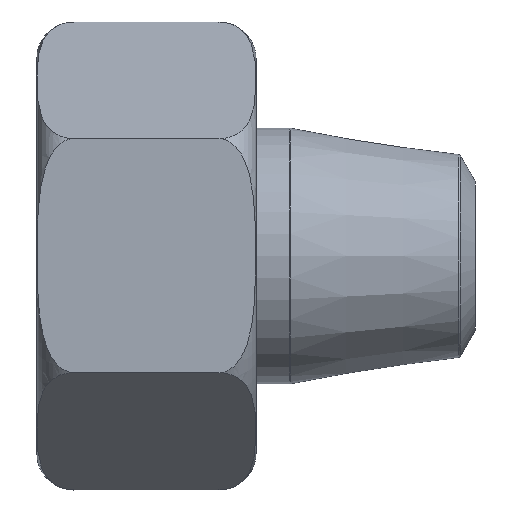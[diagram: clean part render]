
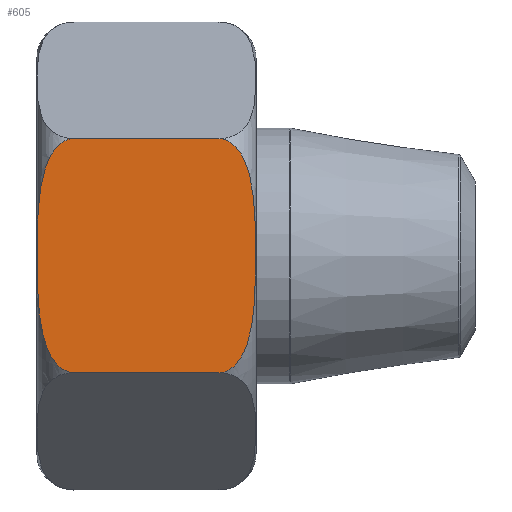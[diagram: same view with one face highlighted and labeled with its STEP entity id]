
A CAD part, top view. The second image highlights one B-rep face of the part: STEP entity #605.
In plain terms, the highlighted planar face has unit normal (0, 0, 1).
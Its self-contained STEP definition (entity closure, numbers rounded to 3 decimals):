
#487=FACE_OUTER_BOUND('',#1471,.T.);
#605=ADVANCED_FACE('',(#487),#745,.T.);
#745=PLANE('',#3023);
#919=LINE('',#4108,#1153);
#920=LINE('',#4113,#1154);
#1153=VECTOR('',#3282,1.);
#1154=VECTOR('',#3287,1.);
#1471=EDGE_LOOP('',(#1793,#1794,#1795,#1796));
#1793=ORIENTED_EDGE('',*,*,#2678,.T.);
#1794=ORIENTED_EDGE('',*,*,#2687,.T.);
#1795=ORIENTED_EDGE('',*,*,#2680,.T.);
#1796=ORIENTED_EDGE('',*,*,#2697,.T.);
#2431=VERTEX_POINT('',#4102);
#2434=VERTEX_POINT('',#4107);
#2436=VERTEX_POINT('',#4112);
#2437=VERTEX_POINT('',#4114);
#2678=EDGE_CURVE('',#2431,#2434,#919,.T.);
#2680=EDGE_CURVE('',#2437,#2436,#920,.T.);
#2687=EDGE_CURVE('',#2434,#2437,#2938,.T.);
#2697=EDGE_CURVE('',#2436,#2431,#2944,.T.);
#2938=B_SPLINE_CURVE_WITH_KNOTS('',3,(#4176,#4177,#4178,#4179,#4180,#4181,
#4182,#4183,#4184,#4185,#4186,#4187,#4188,#4189,#4190,#4191,#4192,#4193),
 .UNSPECIFIED.,.F.,.F.,(4,2,2,2,2,2,2,2,4),(0.,0.063,0.125,0.25,0.5,0.75,
0.875,0.938,1.),.UNSPECIFIED.);
#2944=B_SPLINE_CURVE_WITH_KNOTS('',3,(#4293,#4294,#4295,#4296,#4297,#4298,
#4299,#4300,#4301,#4302,#4303,#4304,#4305,#4306,#4307,#4308,#4309,#4310),
 .UNSPECIFIED.,.F.,.F.,(4,2,2,2,2,2,2,2,4),(0.,0.063,0.125,0.25,0.5,0.75,
0.875,0.938,1.),.UNSPECIFIED.);
#3023=AXIS2_PLACEMENT_3D('',#4366,#3331,#3332);
#3282=DIRECTION('',(-1.,0.,0.));
#3287=DIRECTION('',(1.,0.,0.));
#3331=DIRECTION('',(0.,0.,1.));
#3332=DIRECTION('',(1.,0.,0.));
#4102=CARTESIAN_POINT('',(27.,17.32,30.));
#4107=CARTESIAN_POINT('',(5.5,17.32,30.));
#4108=CARTESIAN_POINT('',(0.,17.32,30.));
#4112=CARTESIAN_POINT('',(27.,-17.32,30.));
#4113=CARTESIAN_POINT('',(0.,-17.32,30.));
#4114=CARTESIAN_POINT('',(5.5,-17.32,30.));
#4176=CARTESIAN_POINT('',(5.5,17.32,30.));
#4177=CARTESIAN_POINT('',(4.68,17.32,30.));
#4178=CARTESIAN_POINT('',(3.894,16.926,30.));
#4179=CARTESIAN_POINT('',(2.693,15.828,30.));
#4180=CARTESIAN_POINT('',(2.236,15.132,30.));
#4181=CARTESIAN_POINT('',(1.157,12.947,30.));
#4182=CARTESIAN_POINT('',(0.794,11.349,30.));
#4183=CARTESIAN_POINT('',(0.075,6.57,30.));
#4184=CARTESIAN_POINT('',(0.069,3.308,30.));
#4185=CARTESIAN_POINT('',(0.066,-3.167,30.));
#4186=CARTESIAN_POINT('',(0.066,-6.446,30.));
#4187=CARTESIAN_POINT('',(0.779,-11.287,30.));
#4188=CARTESIAN_POINT('',(1.14,-12.903,30.));
#4189=CARTESIAN_POINT('',(2.227,-15.119,30.));
#4190=CARTESIAN_POINT('',(2.685,-15.819,30.));
#4191=CARTESIAN_POINT('',(3.89,-16.924,30.));
#4192=CARTESIAN_POINT('',(4.683,-17.32,30.));
#4193=CARTESIAN_POINT('',(5.5,-17.32,30.));
#4293=CARTESIAN_POINT('',(27.,-17.32,30.));
#4294=CARTESIAN_POINT('',(27.82,-17.32,30.));
#4295=CARTESIAN_POINT('',(28.606,-16.926,30.));
#4296=CARTESIAN_POINT('',(29.807,-15.828,30.));
#4297=CARTESIAN_POINT('',(30.264,-15.132,30.));
#4298=CARTESIAN_POINT('',(31.343,-12.947,30.));
#4299=CARTESIAN_POINT('',(31.706,-11.349,30.));
#4300=CARTESIAN_POINT('',(32.425,-6.57,30.));
#4301=CARTESIAN_POINT('',(32.431,-3.308,30.));
#4302=CARTESIAN_POINT('',(32.434,3.167,30.));
#4303=CARTESIAN_POINT('',(32.434,6.446,30.));
#4304=CARTESIAN_POINT('',(31.721,11.287,30.));
#4305=CARTESIAN_POINT('',(31.36,12.903,30.));
#4306=CARTESIAN_POINT('',(30.273,15.119,30.));
#4307=CARTESIAN_POINT('',(29.815,15.819,30.));
#4308=CARTESIAN_POINT('',(28.61,16.924,30.));
#4309=CARTESIAN_POINT('',(27.817,17.32,30.));
#4310=CARTESIAN_POINT('',(27.,17.32,30.));
#4366=CARTESIAN_POINT('',(35.75,-17.321,30.));
